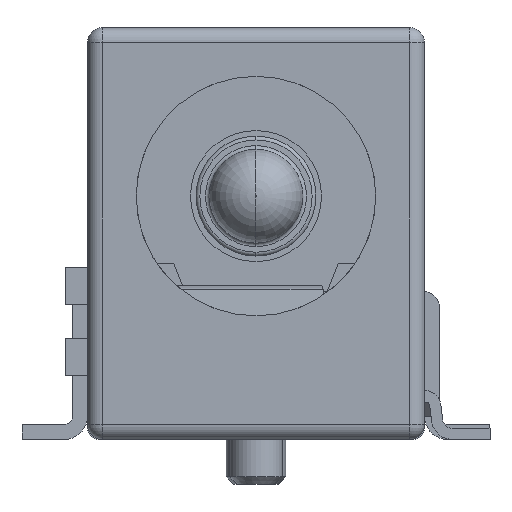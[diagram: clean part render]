
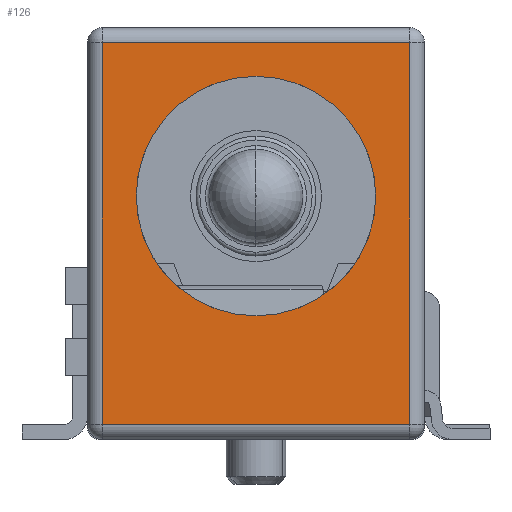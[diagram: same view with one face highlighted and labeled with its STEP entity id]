
A CAD part, front view. The second image highlights one B-rep face of the part: STEP entity #126.
In plain terms, the highlighted planar face has unit normal (0, -1, 0).
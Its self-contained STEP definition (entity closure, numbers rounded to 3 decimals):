
#126=ADVANCED_FACE('',(#468,#469),#470,.F.);
#468=FACE_OUTER_BOUND('',#1123,.T.);
#469=FACE_BOUND('',#1124,.T.);
#470=PLANE('',#1125);
#1123=EDGE_LOOP('',(#1962,#1963,#1964,#1965));
#1124=EDGE_LOOP('',(#1966,#1967,#1968));
#1125=AXIS2_PLACEMENT_3D('',#1969,#1970,#1971);
#1962=ORIENTED_EDGE('',*,*,#4424,.T.);
#1963=ORIENTED_EDGE('',*,*,#4425,.T.);
#1964=ORIENTED_EDGE('',*,*,#4426,.T.);
#1965=ORIENTED_EDGE('',*,*,#4427,.T.);
#1966=ORIENTED_EDGE('',*,*,#4293,.T.);
#1967=ORIENTED_EDGE('',*,*,#4428,.T.);
#1968=ORIENTED_EDGE('',*,*,#4294,.T.);
#1969=CARTESIAN_POINT('',(0.0,-5.95,0.0));
#1970=DIRECTION('',(-0.0,1.0,0.0));
#1971=DIRECTION('',(1.0,0.0,0.0));
#4293=EDGE_CURVE('',#5115,#5112,#5116,.T.);
#4294=EDGE_CURVE('',#5117,#5115,#5118,.T.);
#4424=EDGE_CURVE('',#5355,#5356,#5357,.F.);
#4425=EDGE_CURVE('',#5356,#5358,#5359,.F.);
#4426=EDGE_CURVE('',#5358,#5360,#5361,.F.);
#4427=EDGE_CURVE('',#5360,#5355,#5362,.F.);
#4428=EDGE_CURVE('',#5112,#5117,#5363,.T.);
#5112=VERTEX_POINT('',#6438);
#5115=VERTEX_POINT('',#6442);
#5116=CIRCLE('',#6443,3.2);
#5117=VERTEX_POINT('',#6444);
#5118=CIRCLE('',#6445,3.2);
#5355=VERTEX_POINT('',#6789);
#5356=VERTEX_POINT('',#6790);
#5357=LINE('',#6791,#6792);
#5358=VERTEX_POINT('',#6793);
#5359=LINE('',#6794,#6795);
#5360=VERTEX_POINT('',#6796);
#5361=LINE('',#6797,#6798);
#5362=LINE('',#6799,#6800);
#5363=CIRCLE('',#6801,3.2);
#6438=CARTESIAN_POINT('',(0.,-5.95,-2.2));
#6442=CARTESIAN_POINT('',(3.2,-5.95,1.));
#6443=AXIS2_PLACEMENT_3D('',#8371,#8372,#8373);
#6444=CARTESIAN_POINT('',(0.,-5.95,4.2));
#6445=AXIS2_PLACEMENT_3D('',#8374,#8375,#8376);
#6789=CARTESIAN_POINT('',(-4.1,-5.95,5.1));
#6790=CARTESIAN_POINT('',(-4.1,-5.95,-5.1));
#6791=CARTESIAN_POINT('',(-4.1,-5.95,-5.5));
#6792=VECTOR('',#8550,1000.0);
#6793=CARTESIAN_POINT('',(4.1,-5.95,-5.1));
#6794=CARTESIAN_POINT('',(4.5,-5.95,-5.1));
#6795=VECTOR('',#8551,1000.0);
#6796=CARTESIAN_POINT('',(4.1,-5.95,5.1));
#6797=CARTESIAN_POINT('',(4.1,-5.95,5.5));
#6798=VECTOR('',#8552,1000.0);
#6799=CARTESIAN_POINT('',(-4.5,-5.95,5.1));
#6800=VECTOR('',#8553,1000.0);
#6801=AXIS2_PLACEMENT_3D('',#8554,#8555,#8556);
#8371=CARTESIAN_POINT('',(0.0,-5.95,1.));
#8372=DIRECTION('',(-0.0,1.0,0.0));
#8373=DIRECTION('',(1.0,0.0,0.0));
#8374=CARTESIAN_POINT('',(0.0,-5.95,1.));
#8375=DIRECTION('',(-0.0,1.0,0.0));
#8376=DIRECTION('',(1.0,0.0,0.0));
#8550=DIRECTION('',(0.,0.0,1.0));
#8551=DIRECTION('',(-1.0,0.0,0.0));
#8552=DIRECTION('',(0.,0.0,-1.0));
#8553=DIRECTION('',(1.0,0.0,0.0));
#8554=CARTESIAN_POINT('',(0.0,-5.95,1.));
#8555=DIRECTION('',(-0.0,1.0,0.0));
#8556=DIRECTION('',(1.0,0.0,0.0));
